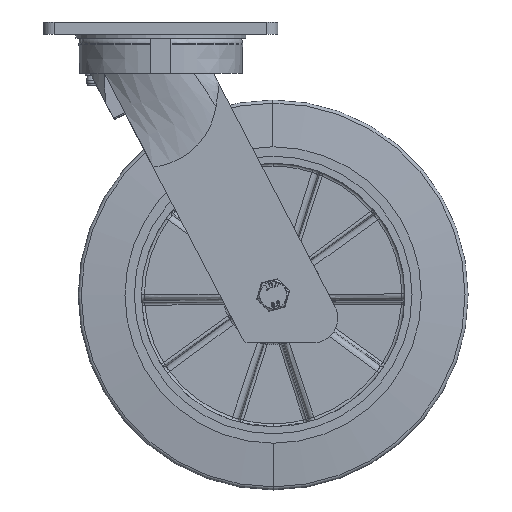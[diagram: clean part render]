
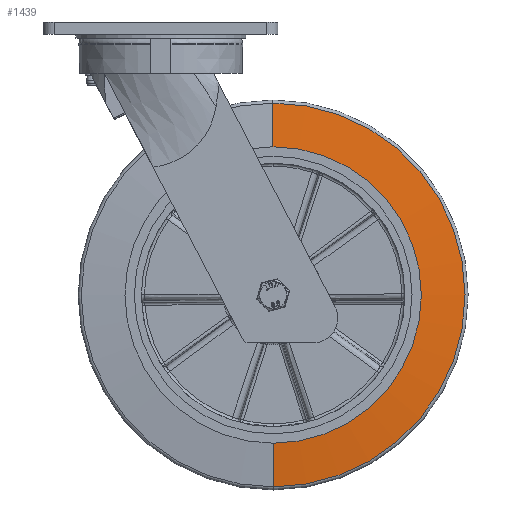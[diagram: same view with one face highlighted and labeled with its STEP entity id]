
A CAD part, front view. The second image highlights one B-rep face of the part: STEP entity #1439.
In plain terms, the highlighted conical face has half-angle 84.289 degrees and reference radius 109.005 mm.
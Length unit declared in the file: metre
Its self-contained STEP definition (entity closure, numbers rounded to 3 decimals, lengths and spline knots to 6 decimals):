
#1439=ADVANCED_FACE('1:15457',(#2860),#2861,.T.);
#2860=FACE_OUTER_BOUND('',#5659,.T.);
#2861=CONICAL_SURFACE('',#5660,0.109005,1.471);
#5659=EDGE_LOOP('',(#48720,#48721,#48722,#48723));
#5660=AXIS2_PLACEMENT_3D('',#48724,#48725,#48726);
#48720=ORIENTED_EDGE('',*,*,#59185,.T.);
#48721=ORIENTED_EDGE('',*,*,#59201,.F.);
#48722=ORIENTED_EDGE('',*,*,#59187,.T.);
#48723=ORIENTED_EDGE('',*,*,#59192,.T.);
#48724=CARTESIAN_POINT('',(0.0,-0.0236,0.0));
#48725=DIRECTION('',(-0.0,1.0,-0.0));
#48726=DIRECTION('',(0.0,0.0,1.0));
#59185=EDGE_CURVE('',#62218,#62219,#62220,.T.);
#59187=EDGE_CURVE('',#62223,#62221,#62224,.T.);
#59192=EDGE_CURVE('1:15481',#62221,#62218,#62231,.T.);
#59201=EDGE_CURVE('1:15484',#62223,#62219,#62242,.T.);
#62218=VERTEX_POINT('',#67326);
#62219=VERTEX_POINT('',#67327);
#62220=LINE('',#67328,#67329);
#62221=VERTEX_POINT('',#67330);
#62223=VERTEX_POINT('',#67332);
#62224=LINE('',#67333,#67334);
#62231=CIRCLE('',#67341,0.12301);
#62242=CIRCLE('',#67354,0.095);
#67326=CARTESIAN_POINT('',(0.0,-0.022199,0.12301));
#67327=CARTESIAN_POINT('',(0.0,-0.025,0.095));
#67328=CARTESIAN_POINT('',(0.,-0.0236,0.109005));
#67329=VECTOR('',#80818,1.0);
#67330=CARTESIAN_POINT('',(0.,-0.022199,-0.12301));
#67332=CARTESIAN_POINT('',(0.,-0.025,-0.095));
#67333=CARTESIAN_POINT('',(0.,-0.0236,-0.109005));
#67334=VECTOR('',#80822,1.0);
#67341=AXIS2_PLACEMENT_3D('',#80835,#80836,#80837);
#67354=AXIS2_PLACEMENT_3D('',#80858,#80859,#80860);
#80818=DIRECTION('',(0.,-0.1,-0.995));
#80822=DIRECTION('',(0.,0.1,-0.995));
#80835=CARTESIAN_POINT('',(0.0,-0.022199,0.0));
#80836=DIRECTION('',(0.0,-1.0,0.0));
#80837=DIRECTION('',(0.0,0.0,1.0));
#80858=CARTESIAN_POINT('',(0.0,-0.025,0.0));
#80859=DIRECTION('',(0.0,-1.0,0.0));
#80860=DIRECTION('',(0.0,0.0,1.0));
